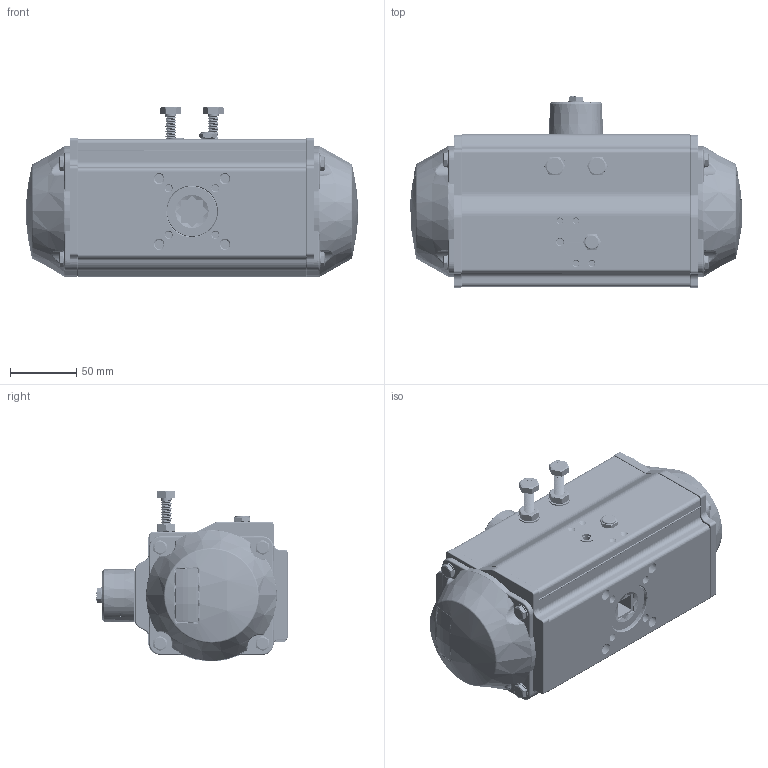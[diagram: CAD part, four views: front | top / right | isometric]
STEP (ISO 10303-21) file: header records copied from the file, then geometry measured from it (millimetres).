
FILE_DESCRIPTION (( 'STEP AP203' ), '1' );
FILE_NAME ('AT088S.STEP', '2016-10-25T23:17:57', ( '' ), ( '' ), 'SwSTEP 2.0', 'SolidWorks 2016', '' );
FILE_SCHEMA (( 'CONFIG_CONTROL_DESIGN' ));
Length unit declared in the file: millimetre
Products named in the file (1): AT088S
Bounding box: 250.02 x 144 x 128.39 mm (x, y, z)
Volume: 993723.2 mm3; surface area: 285252.6 mm2
Topology: 36 solids, 36 shells, 5086 faces, 14730 edges, 9876 vertices
Faces by surface type: plane 1779, cylinder 1653, bspline 787, torus 498, cone 309, sphere 60
Entity records: 476399 total; most frequent: CARTESIAN_POINT 355362, ORIENTED_EDGE 29432, DIRECTION 19134, EDGE_CURVE 14716, VERTEX_POINT 9876, AXIS2_PLACEMENT_3D 6591, B_SPLINE_CURVE_WITH_KNOTS 6346, VECTOR 5952
